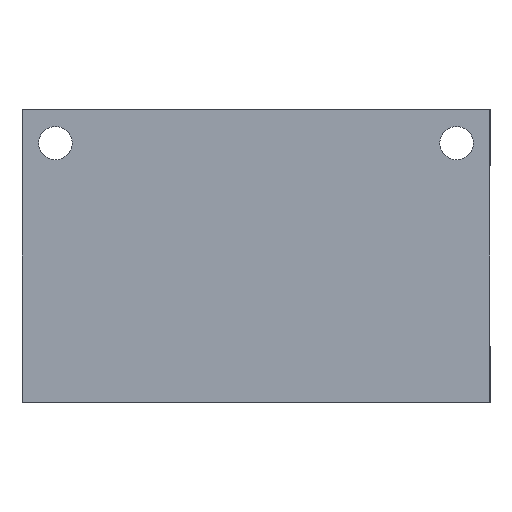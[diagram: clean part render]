
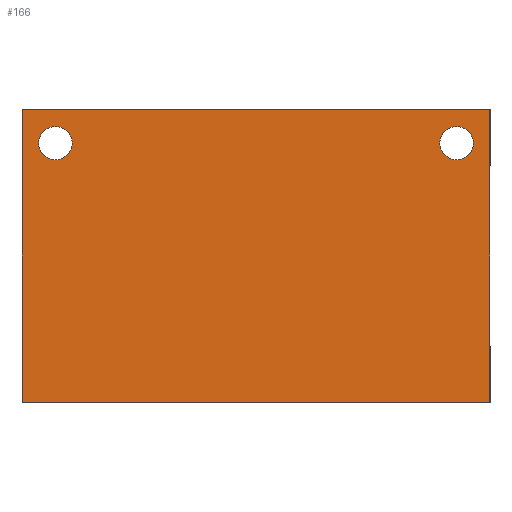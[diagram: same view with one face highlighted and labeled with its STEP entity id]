
A CAD part, front view. The second image highlights one B-rep face of the part: STEP entity #166.
In plain terms, the highlighted planar face has unit normal (0, -1, 0).
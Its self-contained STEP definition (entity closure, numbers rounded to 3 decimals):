
#166 = ADVANCED_FACE ( 'NONE', ( #4391, #4392, #4393 ), #5964, .T. ) ;
#2130 = CARTESIAN_POINT ( 'NONE',  ( 28., -9.5, 0. ) ) ;
#2235 = CARTESIAN_POINT ( 'NONE',  ( 28., -9.5, -35. ) ) ;
#2297 = CARTESIAN_POINT ( 'NONE',  ( -28., -9.5, 0. ) ) ;
#2321 = CARTESIAN_POINT ( 'NONE',  ( -28., -9.5, -35. ) ) ;
#2343 = CARTESIAN_POINT ( 'NONE',  ( 26., -9.5, -4. ) ) ;
#2344 = CARTESIAN_POINT ( 'NONE',  ( -26., -9.5, -4. ) ) ;
#2346 = CARTESIAN_POINT ( 'NONE',  ( -22., -9.5, -4. ) ) ;
#2347 = CARTESIAN_POINT ( 'NONE',  ( 22., -9.5, -4. ) ) ;
#2692 = CIRCLE ( 'NONE', #9262, 2. ) ;
#2730 = CIRCLE ( 'NONE', #9274, 2. ) ;
#2918 = LINE ( 'NONE', #4591, #2919 ) ;
#2919 = VECTOR ( 'NONE', #4592, 1000. ) ;
#2920 = LINE ( 'NONE', #4593, #2921 ) ;
#2921 = VECTOR ( 'NONE', #4594, 1000. ) ;
#2922 = LINE ( 'NONE', #4595, #2923 ) ;
#2923 = VECTOR ( 'NONE', #4596, 1000. ) ;
#2924 = CIRCLE ( 'NONE', #9300, 2. ) ;
#2926 = CIRCLE ( 'NONE', #9301, 2. ) ;
#2928 = LINE ( 'NONE', #4605, #2929 ) ;
#2929 = VECTOR ( 'NONE', #4606, 1000. ) ;
#4391 = FACE_BOUND ( 'NONE', #8266, .T. ) ;
#4392 = FACE_BOUND ( 'NONE', #8265, .T. ) ;
#4393 = FACE_OUTER_BOUND ( 'NONE', #8264, .T. ) ;
#4591 = CARTESIAN_POINT ( 'NONE',  ( 28., -9.5, -35. ) ) ;
#4592 = DIRECTION ( 'NONE',  ( -1., 0., 0. ) ) ;
#4593 = CARTESIAN_POINT ( 'NONE',  ( -28., -9.5, -17.5 ) ) ;
#4594 = DIRECTION ( 'NONE',  ( 0., 0., 1. ) ) ;
#4595 = CARTESIAN_POINT ( 'NONE',  ( -28., -9.5, 0. ) ) ;
#4596 = DIRECTION ( 'NONE',  ( 1., 0., 0. ) ) ;
#4597 = CARTESIAN_POINT ( 'NONE',  ( -24., -9.5, -4. ) ) ;
#4598 = DIRECTION ( 'NONE',  ( 0., 1., 0. ) ) ;
#4599 = DIRECTION ( 'NONE',  ( -1., 0., 0. ) ) ;
#4600 = CARTESIAN_POINT ( 'NONE',  ( 24., -9.5, -4. ) ) ;
#4601 = DIRECTION ( 'NONE',  ( 0., 1., 0. ) ) ;
#4602 = DIRECTION ( 'NONE',  ( -1., 0., 0. ) ) ;
#4605 = CARTESIAN_POINT ( 'NONE',  ( 28., -9.5, -17.5 ) ) ;
#4606 = DIRECTION ( 'NONE',  ( 0., 0., 1. ) ) ;
#5280 = VERTEX_POINT ( 'NONE', #2130 ) ;
#5385 = VERTEX_POINT ( 'NONE', #2235 ) ;
#5447 = VERTEX_POINT ( 'NONE', #2297 ) ;
#5471 = VERTEX_POINT ( 'NONE', #2321 ) ;
#5493 = VERTEX_POINT ( 'NONE', #2343 ) ;
#5494 = VERTEX_POINT ( 'NONE', #2344 ) ;
#5496 = VERTEX_POINT ( 'NONE', #2346 ) ;
#5497 = VERTEX_POINT ( 'NONE', #2347 ) ;
#5964 = PLANE ( 'NONE',  #9180 ) ;
#5965 = CARTESIAN_POINT ( 'NONE',  ( -28., -9.5, -17.5 ) ) ;
#5966 = DIRECTION ( 'NONE',  ( 0., -1., 0. ) ) ;
#5967 = DIRECTION ( 'NONE',  ( 0., 0., -1. ) ) ;
#6547 = ORIENTED_EDGE ( 'NONE', *, *, #8567, .T. ) ;
#6548 = ORIENTED_EDGE ( 'NONE', *, *, #8561, .F. ) ;
#6549 = ORIENTED_EDGE ( 'NONE', *, *, #8562, .F. ) ;
#6550 = ORIENTED_EDGE ( 'NONE', *, *, #8563, .F. ) ;
#6551 = ORIENTED_EDGE ( 'NONE', *, *, #8430, .T. ) ;
#6552 = ORIENTED_EDGE ( 'NONE', *, *, #8564, .T. ) ;
#6553 = ORIENTED_EDGE ( 'NONE', *, *, #8405, .T. ) ;
#6554 = ORIENTED_EDGE ( 'NONE', *, *, #8565, .T. ) ;
#7115 = CARTESIAN_POINT ( 'NONE',  ( 24., -9.5, -4. ) ) ;
#7116 = DIRECTION ( 'NONE',  ( 0., 1., 0. ) ) ;
#7117 = DIRECTION ( 'NONE',  ( -1., 0., 0. ) ) ;
#7177 = CARTESIAN_POINT ( 'NONE',  ( -24., -9.5, -4. ) ) ;
#7178 = DIRECTION ( 'NONE',  ( 0., 1., 0. ) ) ;
#7179 = DIRECTION ( 'NONE',  ( -1., 0., 0. ) ) ;
#8264 = EDGE_LOOP ( 'NONE', ( #6550, #6549, #6548, #6547 ) ) ;
#8265 = EDGE_LOOP ( 'NONE', ( #6552, #6551 ) ) ;
#8266 = EDGE_LOOP ( 'NONE', ( #6554, #6553 ) ) ;
#8405 = EDGE_CURVE ( 'NONE', #5493, #5497, #2692, .T. ) ;
#8430 = EDGE_CURVE ( 'NONE', #5496, #5494, #2730, .T. ) ;
#8561 = EDGE_CURVE ( 'NONE', #5385, #5471, #2918, .T. ) ;
#8562 = EDGE_CURVE ( 'NONE', #5471, #5447, #2920, .T. ) ;
#8563 = EDGE_CURVE ( 'NONE', #5447, #5280, #2922, .T. ) ;
#8564 = EDGE_CURVE ( 'NONE', #5494, #5496, #2924, .T. ) ;
#8565 = EDGE_CURVE ( 'NONE', #5497, #5493, #2926, .T. ) ;
#8567 = EDGE_CURVE ( 'NONE', #5385, #5280, #2928, .T. ) ;
#9180 = AXIS2_PLACEMENT_3D ( 'NONE', #5965, #5966, #5967 ) ;
#9262 = AXIS2_PLACEMENT_3D ( 'NONE', #7115, #7116, #7117 ) ;
#9274 = AXIS2_PLACEMENT_3D ( 'NONE', #7177, #7178, #7179 ) ;
#9300 = AXIS2_PLACEMENT_3D ( 'NONE', #4597, #4598, #4599 ) ;
#9301 = AXIS2_PLACEMENT_3D ( 'NONE', #4600, #4601, #4602 ) ;
